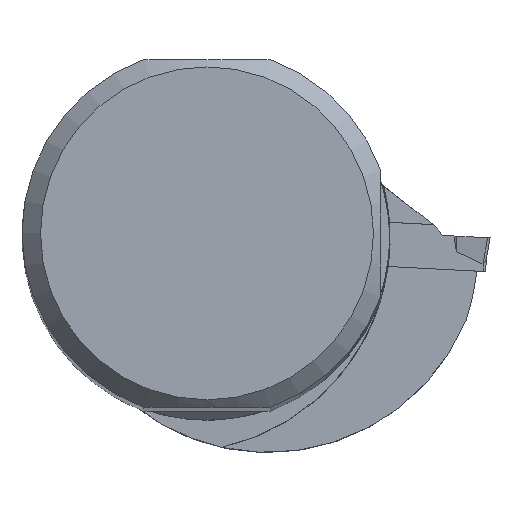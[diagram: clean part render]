
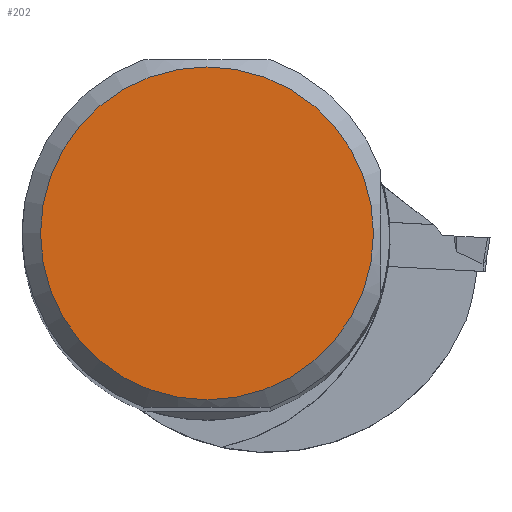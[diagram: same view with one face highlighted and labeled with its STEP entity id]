
A CAD part, top view. The second image highlights one B-rep face of the part: STEP entity #202.
In plain terms, the highlighted planar face has unit normal (0, 0, 1).
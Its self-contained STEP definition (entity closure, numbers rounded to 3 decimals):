
#163=CIRCLE('',#1471,22.5);
#202=ADVANCED_FACE('',(#305),#257,.F.);
#257=PLANE('',#1481);
#305=FACE_OUTER_BOUND('',#374,.T.);
#374=EDGE_LOOP('',(#630));
#630=ORIENTED_EDGE('',*,*,#1067,.T.);
#918=VERTEX_POINT('',#2143);
#1067=EDGE_CURVE('',#918,#918,#163,.T.);
#1471=AXIS2_PLACEMENT_3D('',#2142,#1671,#1672);
#1481=AXIS2_PLACEMENT_3D('',#2161,#1691,#1692);
#1671=DIRECTION('',(0.,0.,1.));
#1672=DIRECTION('',(0.,1.,0.));
#1691=DIRECTION('',(0.,0.,-1.));
#1692=DIRECTION('',(0.,1.,0.));
#2142=CARTESIAN_POINT('',(0.,0.,0.));
#2143=CARTESIAN_POINT('',(0.,22.5,0.));
#2161=CARTESIAN_POINT('',(0.,0.,0.));
